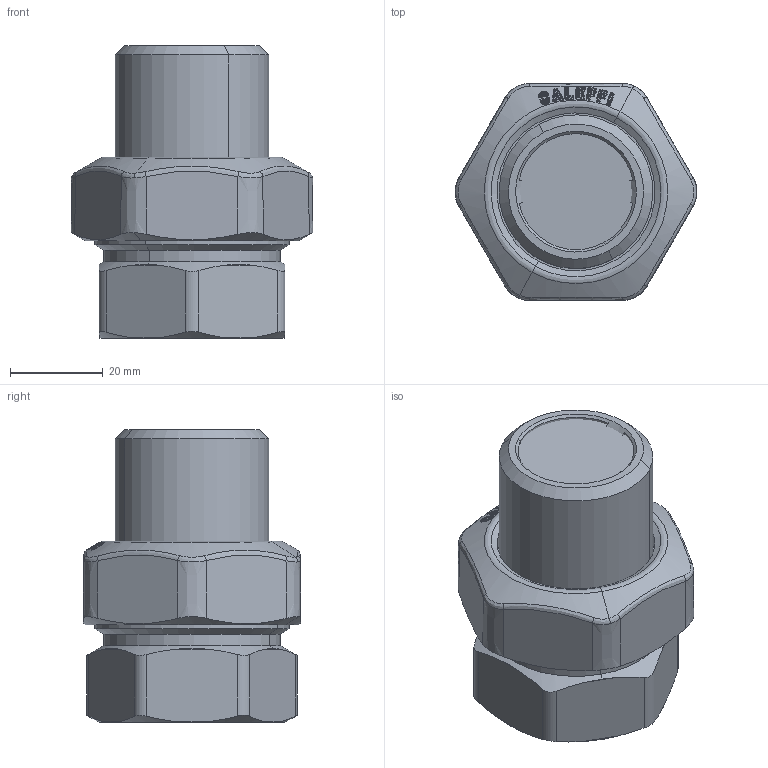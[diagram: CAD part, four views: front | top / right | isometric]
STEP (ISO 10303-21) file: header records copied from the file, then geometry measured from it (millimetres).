
FILE_DESCRIPTION(('CATIA V5 STEP Exchange'),'2;1');
FILE_NAME('STEP_588062_-_TST.stp','2018-11-08T12:54:16+00:00',('none'),('none'),'CATIA Version 5-6 Release 2016 SP4','CATIA V5 STEP AP203','none');
FILE_SCHEMA(('CONFIG_CONTROL_DESIGN'));
Length unit declared in the file: millimetre
Products named in the file (1): 588062
Bounding box: 52.06 x 46.79 x 63 mm (x, y, z)
Volume: 94365 mm3; surface area: 30951.9 mm2
Topology: 4 solids, 4 shells, 522 faces, 1207 edges, 659 vertices
Faces by surface type: bspline 328, sphere 51, cone 49, cylinder 46, plane 32, torus 12, revolution 4
Entity records: 29176 total; most frequent: CARTESIAN_POINT 20815, ORIENTED_EDGE 2322, EDGE_CURVE 1161, B_SPLINE_CURVE_WITH_KNOTS 912, VERTEX_POINT 659, EDGE_LOOP 540, DIRECTION 537, ADVANCED_FACE 522
